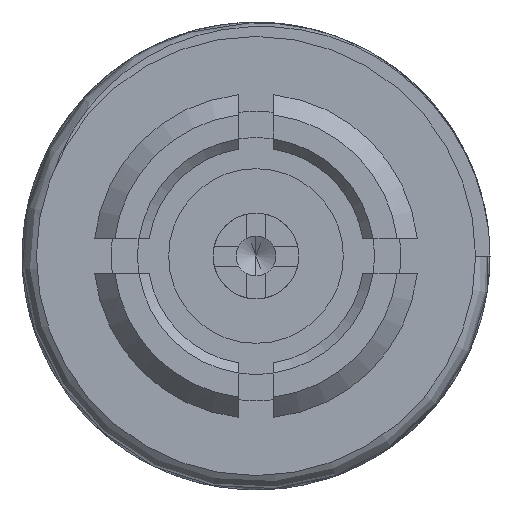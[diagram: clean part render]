
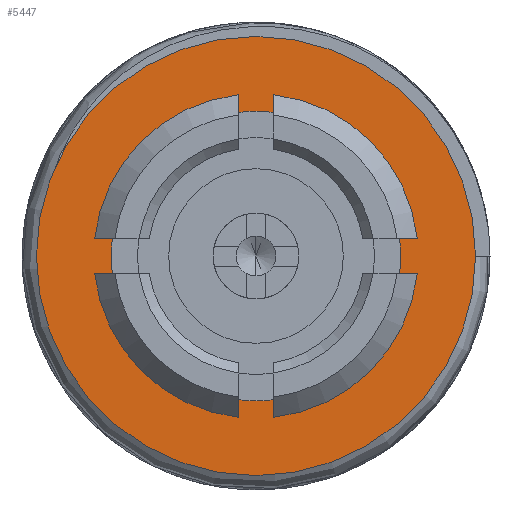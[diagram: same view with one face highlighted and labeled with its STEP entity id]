
A CAD part, left-side view. The second image highlights one B-rep face of the part: STEP entity #5447.
In plain terms, the highlighted planar face has unit normal (-1, 0, 0).
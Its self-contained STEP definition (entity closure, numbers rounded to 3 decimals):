
#56 = AXIS2_PLACEMENT_3D ( 'NONE', #2049, #1480, #407 ) ;
#222 = DIRECTION ( 'NONE',  ( 0., 0., 1. ) ) ;
#391 = EDGE_CURVE ( 'NONE', #4023, #2524, #2004, .T. ) ;
#407 = DIRECTION ( 'NONE',  ( 0., 0., 1. ) ) ;
#711 = DIRECTION ( 'NONE',  ( -1., 0., 0. ) ) ;
#1183 = AXIS2_PLACEMENT_3D ( 'NONE', #1980, #4059, #2421 ) ;
#1216 = CARTESIAN_POINT ( 'NONE',  ( -0.3, 0., 1.45 ) ) ;
#1480 = DIRECTION ( 'NONE',  ( -1., 0., 0. ) ) ;
#1560 = ORIENTED_EDGE ( 'NONE', *, *, #391, .F. ) ;
#1849 = CARTESIAN_POINT ( 'NONE',  ( -0.3, 0., 0. ) ) ;
#1936 = EDGE_CURVE ( 'NONE', #2524, #4023, #6192, .T. ) ;
#1980 = CARTESIAN_POINT ( 'NONE',  ( -0.3, 0., 0. ) ) ;
#2004 = CIRCLE ( 'NONE', #56, 1.45 ) ;
#2049 = CARTESIAN_POINT ( 'NONE',  ( -0.3, 0., 0. ) ) ;
#2136 = CIRCLE ( 'NONE', #4018, 2.2 ) ;
#2262 = EDGE_LOOP ( 'NONE', ( #1560, #5506 ) ) ;
#2421 = DIRECTION ( 'NONE',  ( 0., 0., 1. ) ) ;
#2524 = VERTEX_POINT ( 'NONE', #6517 ) ;
#2752 = FACE_BOUND ( 'NONE', #2262, .T. ) ;
#2987 = EDGE_CURVE ( 'NONE', #3743, #5370, #2136, .T. ) ;
#3068 = CARTESIAN_POINT ( 'NONE',  ( -0.3, 0., 2.2 ) ) ;
#3213 = AXIS2_PLACEMENT_3D ( 'NONE', #5347, #5901, #6422 ) ;
#3648 = AXIS2_PLACEMENT_3D ( 'NONE', #1849, #711, #222 ) ;
#3676 = DIRECTION ( 'NONE',  ( 0., 0., 1. ) ) ;
#3743 = VERTEX_POINT ( 'NONE', #3068 ) ;
#3756 = EDGE_LOOP ( 'NONE', ( #4485, #6380 ) ) ;
#3930 = PLANE ( 'NONE',  #3648 ) ;
#4018 = AXIS2_PLACEMENT_3D ( 'NONE', #5288, #6902, #3676 ) ;
#4023 = VERTEX_POINT ( 'NONE', #1216 ) ;
#4059 = DIRECTION ( 'NONE',  ( -1., 0., 0. ) ) ;
#4485 = ORIENTED_EDGE ( 'NONE', *, *, #2987, .T. ) ;
#4608 = CIRCLE ( 'NONE', #1183, 2.2 ) ;
#5288 = CARTESIAN_POINT ( 'NONE',  ( -0.3, 0., 0. ) ) ;
#5347 = CARTESIAN_POINT ( 'NONE',  ( -0.3, 0., 0. ) ) ;
#5370 = VERTEX_POINT ( 'NONE', #5515 ) ;
#5394 = FACE_OUTER_BOUND ( 'NONE', #3756, .T. ) ;
#5447 = ADVANCED_FACE ( 'NONE', ( #5394, #2752 ), #3930, .T. ) ;
#5506 = ORIENTED_EDGE ( 'NONE', *, *, #1936, .F. ) ;
#5515 = CARTESIAN_POINT ( 'NONE',  ( -0.3, 0., -2.2 ) ) ;
#5901 = DIRECTION ( 'NONE',  ( -1., 0., 0. ) ) ;
#6192 = CIRCLE ( 'NONE', #3213, 1.45 ) ;
#6380 = ORIENTED_EDGE ( 'NONE', *, *, #6657, .T. ) ;
#6422 = DIRECTION ( 'NONE',  ( 0., 0., 1. ) ) ;
#6517 = CARTESIAN_POINT ( 'NONE',  ( -0.3, 0., -1.45 ) ) ;
#6657 = EDGE_CURVE ( 'NONE', #5370, #3743, #4608, .T. ) ;
#6902 = DIRECTION ( 'NONE',  ( -1., 0., 0. ) ) ;
